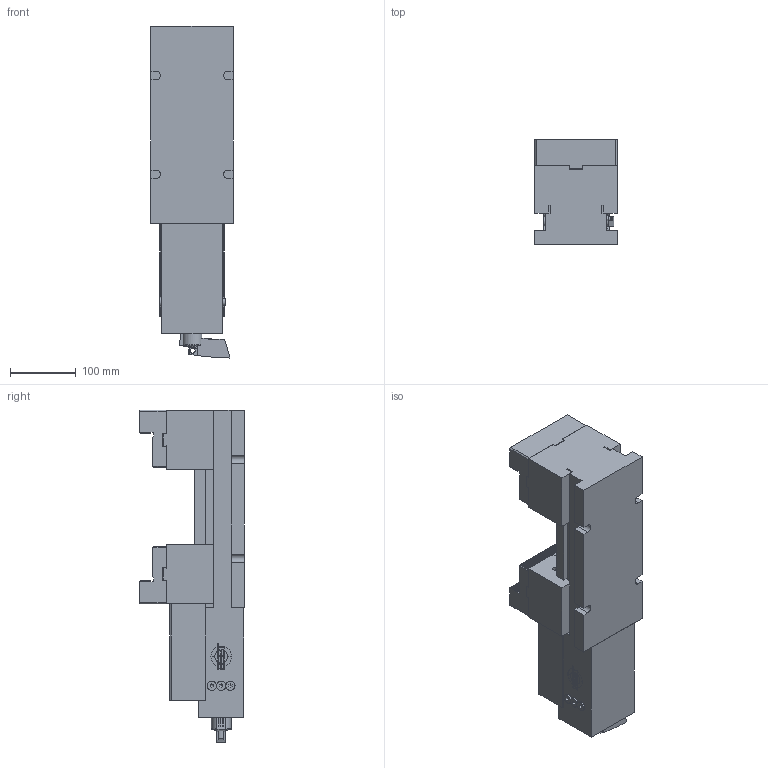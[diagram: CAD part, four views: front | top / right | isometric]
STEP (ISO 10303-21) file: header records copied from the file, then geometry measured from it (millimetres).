
FILE_DESCRIPTION((''),'2;1');
FILE_NAME('151-0125-001-Kd.stp','2014-10-21T14:20:50',('Sigimeier'),(''),'Autodesk Inventor 2013','Autodesk Inventor 2013','');
FILE_SCHEMA(('AUTOMOTIVE_DESIGN { 1 0 10303 214 1 1 1 1 }'));
Length unit declared in the file: millimetre
Products named in the file (3): 151-0125-001-Kd; 5126-0125-003
Assembly tree (3 placements, depth 2):
  151-0125-001-Kd
    151-0125-001-Kd
    5126-0125-003  x2
Bounding box: 125 x 158.5 x 503.6 mm (x, y, z)
Volume: 5137590.2 mm3; surface area: 474067.8 mm2
Topology: 3 solids, 9 shells, 1004 faces, 2698 edges, 1746 vertices
Faces by surface type: plane 638, cylinder 269, cone 75, torus 15, sphere 7
Full cylindrical faces by diameter (mm): 4.134 x4, 4.2 x4, 4.5 x1, 4.6 x2, 5 x2, 6.647 x4, 7.5 x1, 8 x3, 8.376 x12, 8.566 x5, 11 x8, 14 x3, 18 x8, 20 x2, 24 x1, 25.4 x1, 26.1 x1, 27.5 x1, 37 x1, 43 x1, 59.8 x1, 60 x1
Entity records: 27822 total; most frequent: CARTESIAN_POINT 5399, ORIENTED_EDGE 4418, DIRECTION 4409, EDGE_CURVE 2209, VECTOR 1521, LINE 1521, VERTEX_POINT 1474, AXIS2_PLACEMENT_3D 1444
